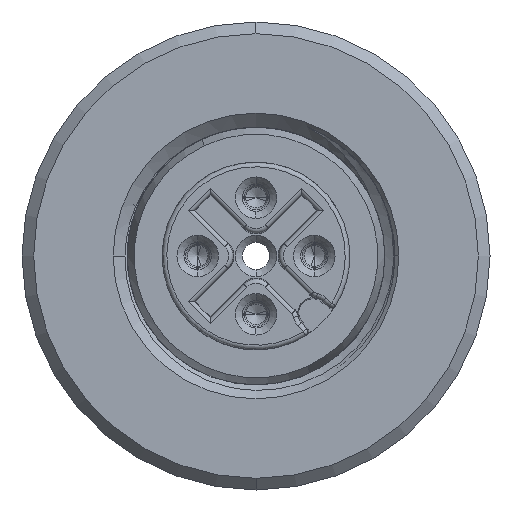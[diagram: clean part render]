
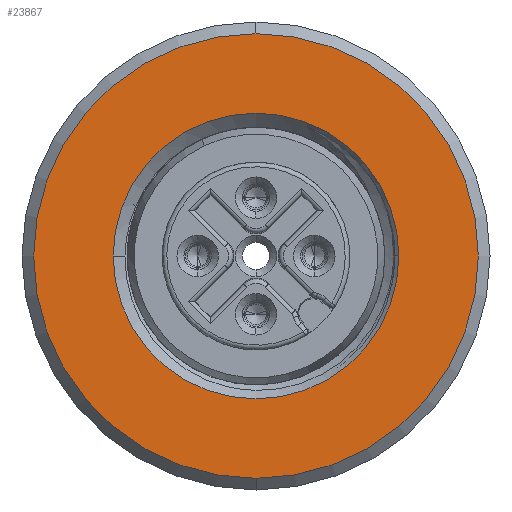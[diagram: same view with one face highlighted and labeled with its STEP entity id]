
A CAD part, front view. The second image highlights one B-rep face of the part: STEP entity #23867.
In plain terms, the highlighted planar face has unit normal (0, -1, 0).
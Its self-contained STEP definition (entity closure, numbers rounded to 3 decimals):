
#196=CARTESIAN_POINT('',(0.,-8.9,0.));
#197=DIRECTION('',(0.,1.,0.));
#198=DIRECTION('',(0.,0.,-1.));
#199=AXIS2_PLACEMENT_3D('',#196,#197,#198);
#201=CARTESIAN_POINT('',(0.,-8.9,0.));
#202=DIRECTION('',(0.,1.,0.));
#203=DIRECTION('',(0.,0.,1.));
#204=AXIS2_PLACEMENT_3D('',#201,#202,#203);
#206=CARTESIAN_POINT('',(0.,-8.9,0.));
#207=DIRECTION('',(0.,-1.,0.));
#208=DIRECTION('',(1.,0.,0.));
#209=AXIS2_PLACEMENT_3D('',#206,#207,#208);
#211=CARTESIAN_POINT('',(0.,-8.9,0.));
#212=DIRECTION('',(0.,-1.,0.));
#213=DIRECTION('',(0.,0.,1.));
#214=AXIS2_PLACEMENT_3D('',#211,#212,#213);
#216=CARTESIAN_POINT('',(0.,-8.9,0.));
#217=DIRECTION('',(0.,-1.,0.));
#218=DIRECTION('',(-1.,0.,0.));
#219=AXIS2_PLACEMENT_3D('',#216,#217,#218);
#221=CARTESIAN_POINT('',(0.,-8.9,0.));
#222=DIRECTION('',(0.,-1.,0.));
#223=DIRECTION('',(0.,0.,-1.));
#224=AXIS2_PLACEMENT_3D('',#221,#222,#223);
#20544=CARTESIAN_POINT('',(0.,-8.9,9.532));
#20545=CARTESIAN_POINT('',(0.,-8.9,-9.532));
#20546=VERTEX_POINT('',#20544);
#20547=VERTEX_POINT('',#20545);
#20548=CARTESIAN_POINT('',(0.,-8.9,6.125));
#20549=CARTESIAN_POINT('',(-6.125,-8.9,0.));
#20550=VERTEX_POINT('',#20548);
#20551=VERTEX_POINT('',#20549);
#20552=CARTESIAN_POINT('',(6.125,-8.9,0.));
#20553=VERTEX_POINT('',#20552);
#20554=CARTESIAN_POINT('',(0.,-8.9,-6.125));
#20555=VERTEX_POINT('',#20554);
#23847=CARTESIAN_POINT('',(0.,-8.9,0.));
#23848=DIRECTION('',(0.,1.,0.));
#23849=DIRECTION('',(1.,0.,0.));
#23850=AXIS2_PLACEMENT_3D('',#23847,#23848,#23849);
#23851=PLANE('',#23850);
#23853=ORIENTED_EDGE('',*,*,#23852,.T.);
#23854=ORIENTED_EDGE('',*,*,#23837,.T.);
#23855=EDGE_LOOP('',(#23853,#23854));
#23856=FACE_OUTER_BOUND('',#23855,.F.);
#23858=ORIENTED_EDGE('',*,*,#23857,.T.);
#23860=ORIENTED_EDGE('',*,*,#23859,.T.);
#23862=ORIENTED_EDGE('',*,*,#23861,.T.);
#23864=ORIENTED_EDGE('',*,*,#23863,.T.);
#23865=EDGE_LOOP('',(#23858,#23860,#23862,#23864));
#23866=FACE_BOUND('',#23865,.F.);
#23867=ADVANCED_FACE('',(#23856,#23866),#23851,.F.);
#200=CIRCLE('',#199,9.532);
#205=CIRCLE('',#204,9.532);
#210=CIRCLE('',#209,6.125);
#215=CIRCLE('',#214,6.125);
#220=CIRCLE('',#219,6.125);
#225=CIRCLE('',#224,6.125);
#23837=EDGE_CURVE('',#20546,#20547,#205,.T.);
#23852=EDGE_CURVE('',#20547,#20546,#200,.T.);
#23857=EDGE_CURVE('',#20553,#20550,#210,.T.);
#23859=EDGE_CURVE('',#20550,#20551,#215,.T.);
#23861=EDGE_CURVE('',#20551,#20555,#220,.T.);
#23863=EDGE_CURVE('',#20555,#20553,#225,.T.);
